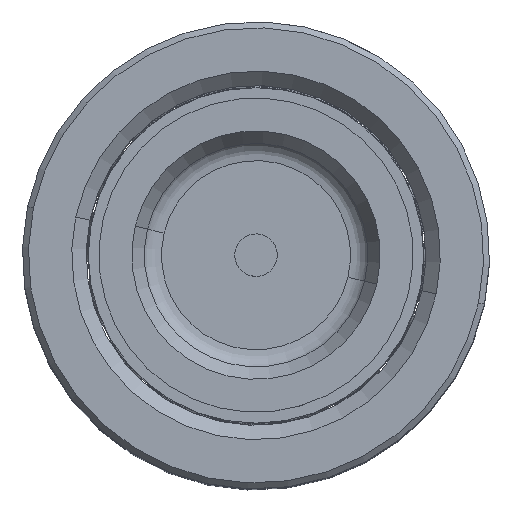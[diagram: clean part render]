
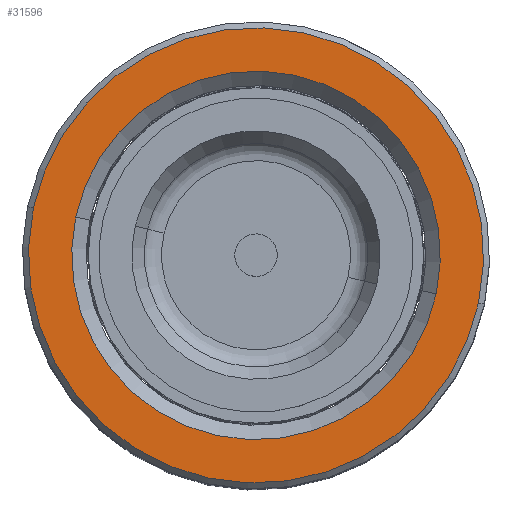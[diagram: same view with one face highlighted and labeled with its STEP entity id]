
A CAD part, top view. The second image highlights one B-rep face of the part: STEP entity #31596.
In plain terms, the highlighted planar face has unit normal (0, 0, 1).
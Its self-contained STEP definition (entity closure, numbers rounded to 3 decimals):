
#1984 = AXIS2_PLACEMENT_3D ( 'NONE', #39980, #19872, #36916 ) ;
#2067 = CARTESIAN_POINT ( 'NONE',  ( 0., 0., 80. ) ) ;
#3081 = CARTESIAN_POINT ( 'NONE',  ( -26.8, 0., 80. ) ) ;
#3719 = EDGE_CURVE ( 'NONE', #30206, #37078, #42494, .T. ) ;
#4341 = AXIS2_PLACEMENT_3D ( 'NONE', #2067, #22252, #25606 ) ;
#4370 = FACE_OUTER_BOUND ( 'NONE', #40362, .T. ) ;
#4669 = ORIENTED_EDGE ( 'NONE', *, *, #3719, .T. ) ;
#7016 = FACE_BOUND ( 'NONE', #10640, .T. ) ;
#7730 = DIRECTION ( 'NONE',  ( 1., 0., 0. ) ) ;
#8950 = CIRCLE ( 'NONE', #16881, 21.7 ) ;
#9457 = DIRECTION ( 'NONE',  ( 1., 0., 0. ) ) ;
#10640 = EDGE_LOOP ( 'NONE', ( #42307, #4669 ) ) ;
#11827 = DIRECTION ( 'NONE',  ( 1., 0., 0. ) ) ;
#12243 = AXIS2_PLACEMENT_3D ( 'NONE', #36336, #39968, #9457 ) ;
#13271 = CIRCLE ( 'NONE', #1984, 26.8 ) ;
#13949 = CARTESIAN_POINT ( 'NONE',  ( -21.7, 0., 80. ) ) ;
#16881 = AXIS2_PLACEMENT_3D ( 'NONE', #34784, #41469, #11827 ) ;
#17985 = DIRECTION ( 'NONE',  ( 0., 0., -1. ) ) ;
#19815 = VERTEX_POINT ( 'NONE', #3081 ) ;
#19872 = DIRECTION ( 'NONE',  ( 0., 0., 1. ) ) ;
#20316 = EDGE_CURVE ( 'NONE', #36638, #19815, #13271, .T. ) ;
#21052 = CARTESIAN_POINT ( 'NONE',  ( 0., 0., 80. ) ) ;
#21062 = AXIS2_PLACEMENT_3D ( 'NONE', #21052, #17985, #7730 ) ;
#21413 = EDGE_CURVE ( 'NONE', #37078, #30206, #8950, .T. ) ;
#22252 = DIRECTION ( 'NONE',  ( 0., 0., 1. ) ) ;
#22904 = PLANE ( 'NONE',  #12243 ) ;
#25606 = DIRECTION ( 'NONE',  ( 1., 0., 0. ) ) ;
#26235 = CARTESIAN_POINT ( 'NONE',  ( 21.7, 0., 80. ) ) ;
#29644 = CIRCLE ( 'NONE', #4341, 26.8 ) ;
#30206 = VERTEX_POINT ( 'NONE', #13949 ) ;
#30346 = EDGE_CURVE ( 'NONE', #19815, #36638, #29644, .T. ) ;
#31596 = ADVANCED_FACE ( 'NONE', ( #4370, #7016 ), #22904, .T. ) ;
#34784 = CARTESIAN_POINT ( 'NONE',  ( 0., 0., 80. ) ) ;
#36336 = CARTESIAN_POINT ( 'NONE',  ( 0., 0., 80. ) ) ;
#36638 = VERTEX_POINT ( 'NONE', #36948 ) ;
#36916 = DIRECTION ( 'NONE',  ( 1., 0., 0. ) ) ;
#36948 = CARTESIAN_POINT ( 'NONE',  ( 26.8, 0., 80. ) ) ;
#37078 = VERTEX_POINT ( 'NONE', #26235 ) ;
#39968 = DIRECTION ( 'NONE',  ( 0., 0., 1. ) ) ;
#39980 = CARTESIAN_POINT ( 'NONE',  ( 0., 0., 80. ) ) ;
#40362 = EDGE_LOOP ( 'NONE', ( #43118, #41684 ) ) ;
#41469 = DIRECTION ( 'NONE',  ( 0., 0., -1. ) ) ;
#41684 = ORIENTED_EDGE ( 'NONE', *, *, #20316, .T. ) ;
#42307 = ORIENTED_EDGE ( 'NONE', *, *, #21413, .T. ) ;
#42494 = CIRCLE ( 'NONE', #21062, 21.7 ) ;
#43118 = ORIENTED_EDGE ( 'NONE', *, *, #30346, .T. ) ;
